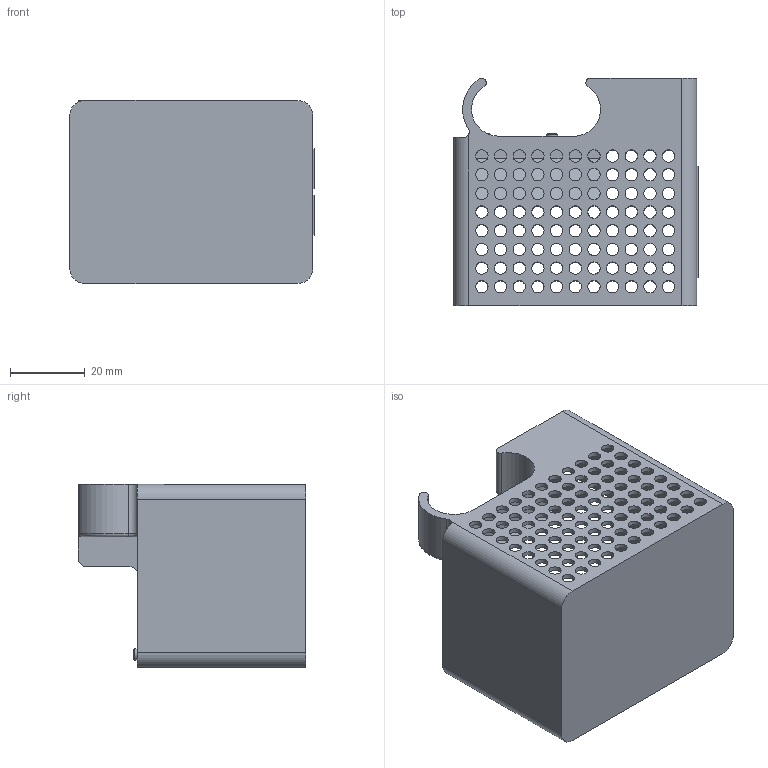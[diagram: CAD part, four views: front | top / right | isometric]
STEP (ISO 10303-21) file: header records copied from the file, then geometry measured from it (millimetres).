
FILE_DESCRIPTION(/* description */ (''),/* implementation_level */ '2;1');
FILE_NAME(/* name */ 'Compact poop bucket S (A1, A1 mini).stp',/* time_stamp */ '2024-06-16T13:18:45+02:00',/* author */ ('micha'),/* organization */ (''),/* preprocessor_version */ 'ST-DEVELOPER v18.1',/* originating_system */ 'Autodesk Inventor 2021',/* authorisation */ '');
FILE_SCHEMA (('AUTOMOTIVE_DESIGN { 1 0 10303 214 3 1 1 }'));
Length unit declared in the file: millimetre
Products named in the file (1): Compact poop bucket S (A1, A1 mini)
Bounding box: 65.4 x 60.81 x 49 mm (x, y, z)
Volume: 18563.7 mm3; surface area: 30749.6 mm2
Topology: 1 solids, 1 shells, 258 faces, 868 edges, 609 vertices
Faces by surface type: cylinder 200, plane 49, torus 5, cone 2, bspline 2
Full cylindrical faces by diameter (mm): 3 x2, 3.3 x176
Entity records: 10720 total; most frequent: DIRECTION 1916, CARTESIAN_POINT 1833, ORIENTED_EDGE 1736, EDGE_CURVE 868, AXIS2_PLACEMENT_3D 795, VERTEX_POINT 609, EDGE_LOOP 605, CIRCLE 519
